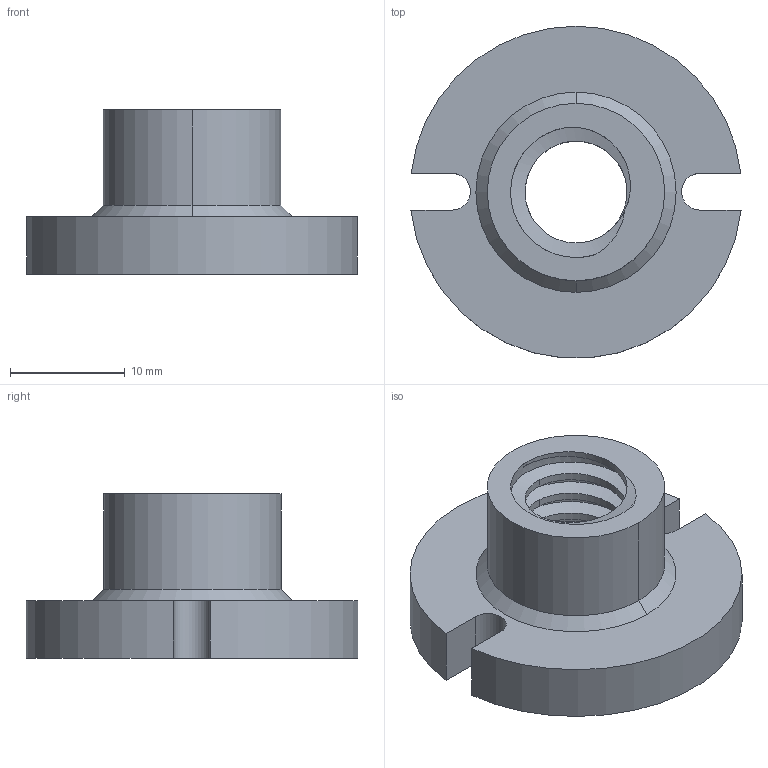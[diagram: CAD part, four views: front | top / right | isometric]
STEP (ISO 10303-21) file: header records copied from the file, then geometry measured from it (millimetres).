
FILE_DESCRIPTION (( 'STEP AP203' ), '1' );
FILE_NAME ('ACME threaded retainer.STEP', '2018-02-12T13:33:09', ( '' ), ( '' ), 'SwSTEP 2.0', 'SolidWorks 2017', '' );
FILE_SCHEMA (( 'CONFIG_CONTROL_DESIGN' ));
Length unit declared in the file: millimetre
Products named in the file (1): ACME threaded retainer
Bounding box: 28.83 x 28.95 x 14.34 mm (x, y, z)
Volume: 3736 mm3; surface area: 2923.4 mm2
Topology: 1 solids, 1 shells, 36 faces, 97 edges, 64 vertices
Faces by surface type: cylinder 22, plane 7, cone 4, bspline 3
Entity records: 3433 total; most frequent: CARTESIAN_POINT 2555, ORIENTED_EDGE 194, DIRECTION 140, EDGE_CURVE 97, VERTEX_POINT 64, AXIS2_PLACEMENT_3D 52, EDGE_LOOP 39, FACE_OUTER_BOUND 36
